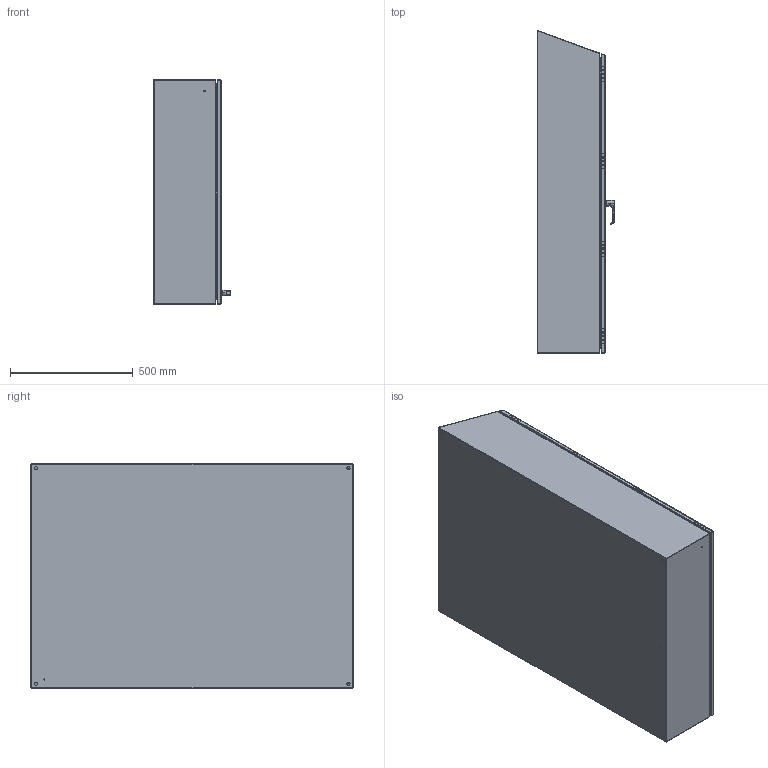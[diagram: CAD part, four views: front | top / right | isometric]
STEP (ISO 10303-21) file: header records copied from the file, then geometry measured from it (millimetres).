
FILE_DESCRIPTION (( 'STEP AP214' ), '1' );
FILE_NAME ('ST483610LG.STEP', '2019-07-10T12:10:36', ( '' ), ( '' ), 'SwSTEP 2.0', 'SolidWorks 2018', '' );
FILE_SCHEMA (( 'AUTOMOTIVE_DESIGN' ));
Length unit declared in the file: inch
Products named in the file (1): ST483610LG
Bounding box: 314.12 x 1310.82 x 914.4 mm (x, y, z)
Volume: 7266733.5 mm3; surface area: 8008978.9 mm2
Topology: 64 solids, 65 shells, 1732 faces, 4085 edges, 2540 vertices
Faces by surface type: plane 765, cylinder 642, bspline 230, torus 50, cone 45
Entity records: 110334 total; most frequent: CARTESIAN_POINT 48591, ORIENTED_EDGE 8096, DIRECTION 7712, EDGE_CURVE 4048, AXIS2_PLACEMENT_3D 2780, VERTEX_POINT 2540, LINE 2152, VECTOR 2152
